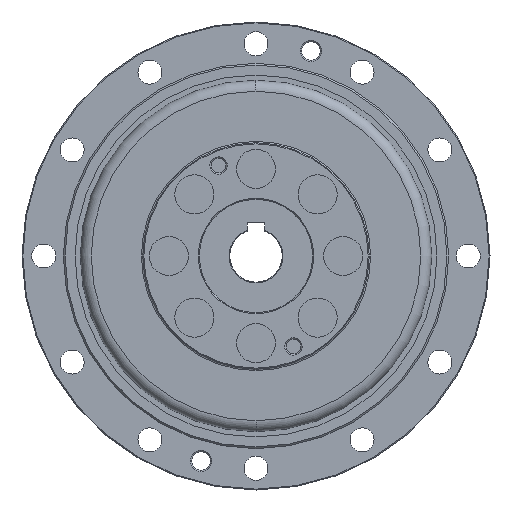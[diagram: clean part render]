
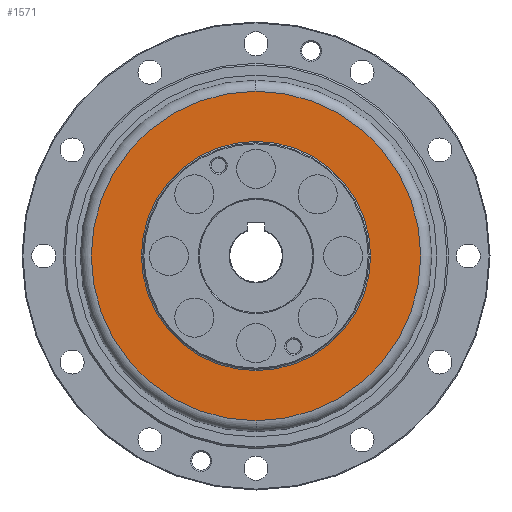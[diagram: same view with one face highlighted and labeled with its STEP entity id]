
A CAD part, left-side view. The second image highlights one B-rep face of the part: STEP entity #1571.
In plain terms, the highlighted planar face has unit normal (-1, 0, 0).
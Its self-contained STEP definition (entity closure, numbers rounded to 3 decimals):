
#1571=ADVANCED_FACE('',(#2030,#2031),#2032,.T.);
#2030=FACE_OUTER_BOUND('',#2527,.T.);
#2031=FACE_BOUND('',#2528,.T.);
#2032=PLANE('',#2529);
#2527=EDGE_LOOP('',(#4000,#4001));
#2528=EDGE_LOOP('',(#4002,#4003));
#2529=AXIS2_PLACEMENT_3D('',#4004,#4005,#4006);
#4000=ORIENTED_EDGE('',*,*,#4585,.F.);
#4001=ORIENTED_EDGE('',*,*,#4492,.F.);
#4002=ORIENTED_EDGE('',*,*,#4498,.T.);
#4003=ORIENTED_EDGE('',*,*,#4584,.T.);
#4004=CARTESIAN_POINT('',(5.522,0.0,64.166));
#4005=DIRECTION('',(-1.0,-0.0,-0.0));
#4006=DIRECTION('',(0.0,0.0,-1.0));
#4492=EDGE_CURVE('',#5202,#5204,#5205,.T.);
#4498=EDGE_CURVE('',#5209,#5213,#5215,.T.);
#4584=EDGE_CURVE('',#5213,#5209,#5353,.T.);
#4585=EDGE_CURVE('',#5204,#5202,#5354,.T.);
#5202=VERTEX_POINT('',#6112);
#5204=VERTEX_POINT('',#6114);
#5205=CIRCLE('',#6115,75.682);
#5209=VERTEX_POINT('',#6119);
#5213=VERTEX_POINT('',#6123);
#5215=CIRCLE('',#6125,52.65);
#5353=CIRCLE('',#6295,52.65);
#5354=CIRCLE('',#6296,75.682);
#6112=CARTESIAN_POINT('',(5.522,0.,-75.682));
#6114=CARTESIAN_POINT('',(5.522,0.0,75.682));
#6115=AXIS2_PLACEMENT_3D('',#7147,#7148,#7149);
#6119=CARTESIAN_POINT('',(5.522,0.0,52.65));
#6123=CARTESIAN_POINT('',(5.522,0.,-52.65));
#6125=AXIS2_PLACEMENT_3D('',#7165,#7166,#7167);
#6295=AXIS2_PLACEMENT_3D('',#7359,#7360,#7361);
#6296=AXIS2_PLACEMENT_3D('',#7362,#7363,#7364);
#7147=CARTESIAN_POINT('',(5.522,0.0,0.0));
#7148=DIRECTION('',(1.0,0.0,-0.0));
#7149=DIRECTION('',(0.0,0.0,1.0));
#7165=CARTESIAN_POINT('',(5.522,0.0,0.0));
#7166=DIRECTION('',(1.0,0.0,-0.0));
#7167=DIRECTION('',(0.0,0.0,1.0));
#7359=CARTESIAN_POINT('',(5.522,0.0,0.0));
#7360=DIRECTION('',(1.0,0.0,-0.0));
#7361=DIRECTION('',(0.0,0.0,1.0));
#7362=CARTESIAN_POINT('',(5.522,0.0,0.0));
#7363=DIRECTION('',(1.0,0.0,-0.0));
#7364=DIRECTION('',(0.0,0.0,1.0));
